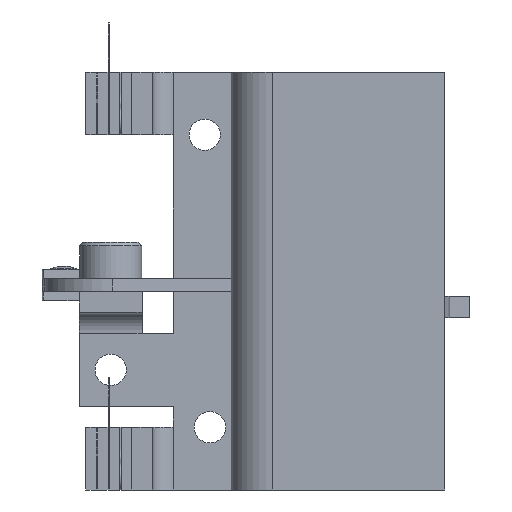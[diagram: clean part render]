
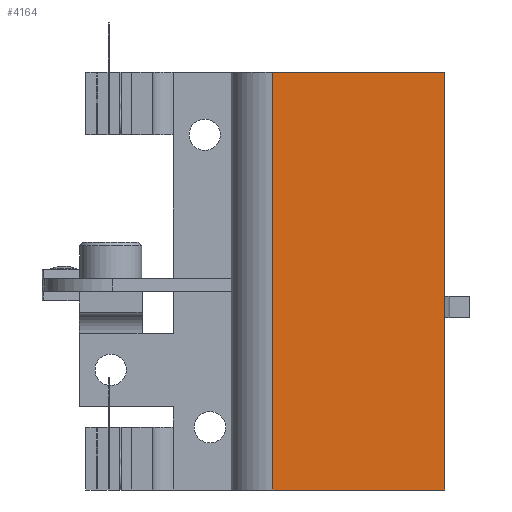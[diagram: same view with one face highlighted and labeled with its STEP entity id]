
A CAD part, front view. The second image highlights one B-rep face of the part: STEP entity #4164.
In plain terms, the highlighted planar face has unit normal (0, -1, 0).
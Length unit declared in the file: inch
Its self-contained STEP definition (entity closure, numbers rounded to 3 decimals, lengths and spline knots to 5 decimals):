
#293=PLANE('',#4591);
#453=FACE_OUTER_BOUND('',#694,.T.);
#694=EDGE_LOOP('',(#3066,#3067,#3068,#3069));
#1028=LINE('',#6585,#1405);
#1029=LINE('',#6588,#1406);
#1030=LINE('',#6590,#1407);
#1031=LINE('',#6591,#1408);
#1405=VECTOR('',#5242,0.3937);
#1406=VECTOR('',#5245,0.3937);
#1407=VECTOR('',#5246,0.3937);
#1408=VECTOR('',#5247,0.3937);
#1964=VERTEX_POINT('',#6581);
#1965=VERTEX_POINT('',#6583);
#1966=VERTEX_POINT('',#6587);
#1967=VERTEX_POINT('',#6589);
#2393=EDGE_CURVE('',#1965,#1964,#1028,.T.);
#2394=EDGE_CURVE('',#1966,#1965,#1029,.T.);
#2395=EDGE_CURVE('',#1966,#1967,#1030,.T.);
#2396=EDGE_CURVE('',#1967,#1964,#1031,.T.);
#3066=ORIENTED_EDGE('',*,*,#2393,.F.);
#3067=ORIENTED_EDGE('',*,*,#2394,.F.);
#3068=ORIENTED_EDGE('',*,*,#2395,.T.);
#3069=ORIENTED_EDGE('',*,*,#2396,.T.);
#4164=ADVANCED_FACE('',(#453),#293,.F.);
#4591=AXIS2_PLACEMENT_3D('',#6586,#5243,#5244);
#5242=DIRECTION('',(0.,0.,1.));
#5243=DIRECTION('center_axis',(0.,1.,0.));
#5244=DIRECTION('ref_axis',(-1.,0.,0.));
#5245=DIRECTION('',(-1.,0.,0.));
#5246=DIRECTION('',(0.,0.,1.));
#5247=DIRECTION('',(-1.,0.,0.));
#6581=CARTESIAN_POINT('',(2.84533,0.5625,2.5));
#6583=CARTESIAN_POINT('',(2.84533,0.5625,0.));
#6585=CARTESIAN_POINT('',(2.84533,0.5625,0.));
#6586=CARTESIAN_POINT('Origin',(3.875,0.5625,0.));
#6587=CARTESIAN_POINT('',(3.875,0.5625,0.));
#6588=CARTESIAN_POINT('',(2.9375,0.5625,0.));
#6589=CARTESIAN_POINT('',(3.875,0.5625,2.5));
#6590=CARTESIAN_POINT('',(3.875,0.5625,0.));
#6591=CARTESIAN_POINT('',(2.9375,0.5625,2.5));
